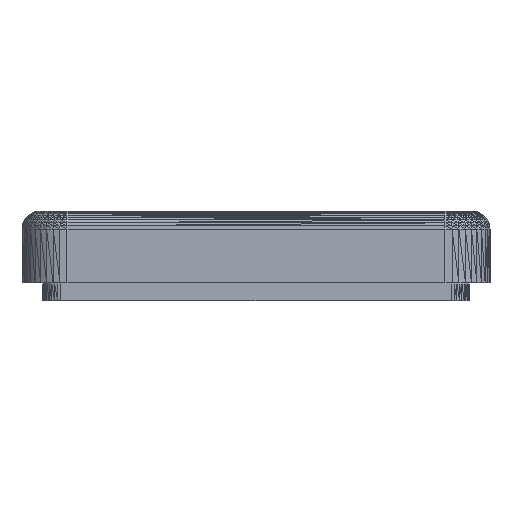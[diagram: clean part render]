
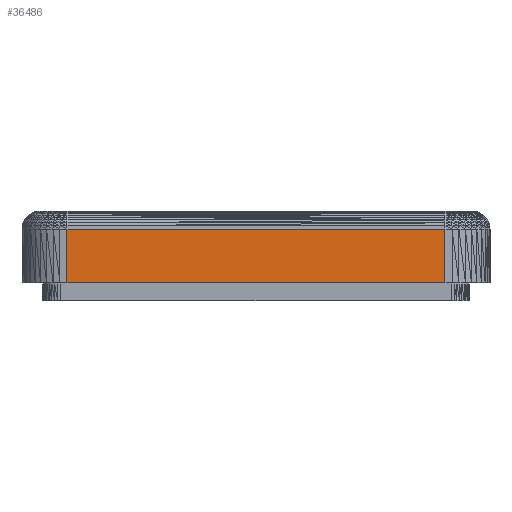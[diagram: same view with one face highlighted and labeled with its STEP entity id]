
A CAD part, left-side view. The second image highlights one B-rep face of the part: STEP entity #36486.
In plain terms, the highlighted planar face has unit normal (-1, 0, 0).
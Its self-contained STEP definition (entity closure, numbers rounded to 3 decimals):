
#40=PLANE('',#39521);
#3057=FACE_OUTER_BOUND('',#6089,.T.);
#6089=EDGE_LOOP('',(#27415,#27416,#27417,#27418));
#9731=LINE('',#54917,#14793);
#10146=LINE('',#55747,#15208);
#10147=LINE('',#55748,#15209);
#10148=LINE('',#55749,#15210);
#14793=VECTOR('',#43189,10.);
#15208=VECTOR('',#43614,10.);
#15209=VECTOR('',#43615,10.);
#15210=VECTOR('',#43616,10.);
#19855=VERTEX_POINT('',#54914);
#19856=VERTEX_POINT('',#54916);
#20265=VERTEX_POINT('',#55745);
#20266=VERTEX_POINT('',#55746);
#21915=EDGE_CURVE('',#19855,#19856,#9731,.T.);
#22330=EDGE_CURVE('',#20265,#20266,#10146,.T.);
#22331=EDGE_CURVE('',#19856,#20266,#10147,.T.);
#22332=EDGE_CURVE('',#19855,#20265,#10148,.T.);
#27415=ORIENTED_EDGE('',*,*,#22330,.T.);
#27416=ORIENTED_EDGE('',*,*,#22331,.F.);
#27417=ORIENTED_EDGE('',*,*,#21915,.F.);
#27418=ORIENTED_EDGE('',*,*,#22332,.T.);
#36486=ADVANCED_FACE('',(#3057),#40,.T.);
#39521=AXIS2_PLACEMENT_3D('',#55744,#43612,#43613);
#43189=DIRECTION('',(0.,1.,0.));
#43612=DIRECTION('center_axis',(-1.,0.,0.));
#43613=DIRECTION('ref_axis',(0.,0.,1.));
#43614=DIRECTION('',(0.,1.,0.));
#43615=DIRECTION('',(0.,0.,1.));
#43616=DIRECTION('',(0.,0.,1.));
#54914=CARTESIAN_POINT('',(150.,5.,2.));
#54916=CARTESIAN_POINT('',(150.,47.,2.));
#54917=CARTESIAN_POINT('',(150.,5.,2.));
#55744=CARTESIAN_POINT('Origin',(150.,5.,2.));
#55745=CARTESIAN_POINT('',(150.,5.,8.));
#55746=CARTESIAN_POINT('',(150.,47.,8.));
#55747=CARTESIAN_POINT('',(150.,5.,8.));
#55748=CARTESIAN_POINT('',(150.,47.,5.));
#55749=CARTESIAN_POINT('',(150.,5.,2.));
